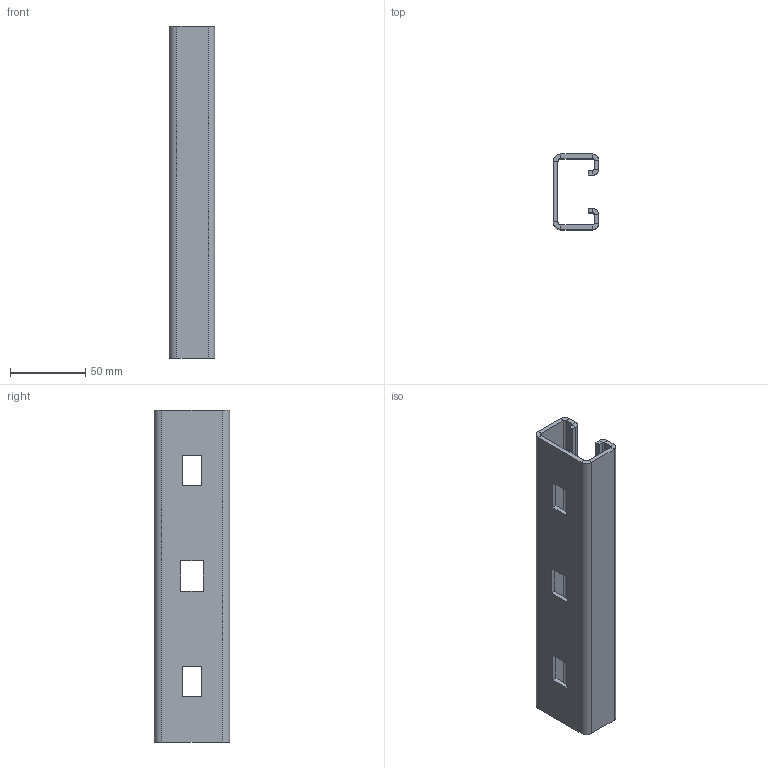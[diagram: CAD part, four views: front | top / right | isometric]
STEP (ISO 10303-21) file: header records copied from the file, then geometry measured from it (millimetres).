
FILE_DESCRIPTION (( 'STEP AP203' ), '1' );
FILE_NAME ('KTS 03.002-004_1-6349404.step', '2015-06-15T09:43:34', ( 'oborz' ), ( 'Microsoft' ), 'SwSTEP 2.0', 'SolidWorks 2014', '' );
FILE_SCHEMA (( 'CONFIG_CONTROL_DESIGN' ));
Length unit declared in the file: millimetre
Products named in the file (1): KTS 03.002-004_1-6349404
Bounding box: 30 x 50 x 220 mm (x, y, z)
Volume: 81164.3 mm3; surface area: 56795.8 mm2
Topology: 1 solids, 1 shells, 66 faces, 144 edges, 80 vertices
Faces by surface type: plane 54, cylinder 12
Entity records: 1817 total; most frequent: DIRECTION 302, CARTESIAN_POINT 291, ORIENTED_EDGE 288, EDGE_CURVE 144, VECTOR 120, LINE 120, AXIS2_PLACEMENT_3D 91, VERTEX_POINT 80
